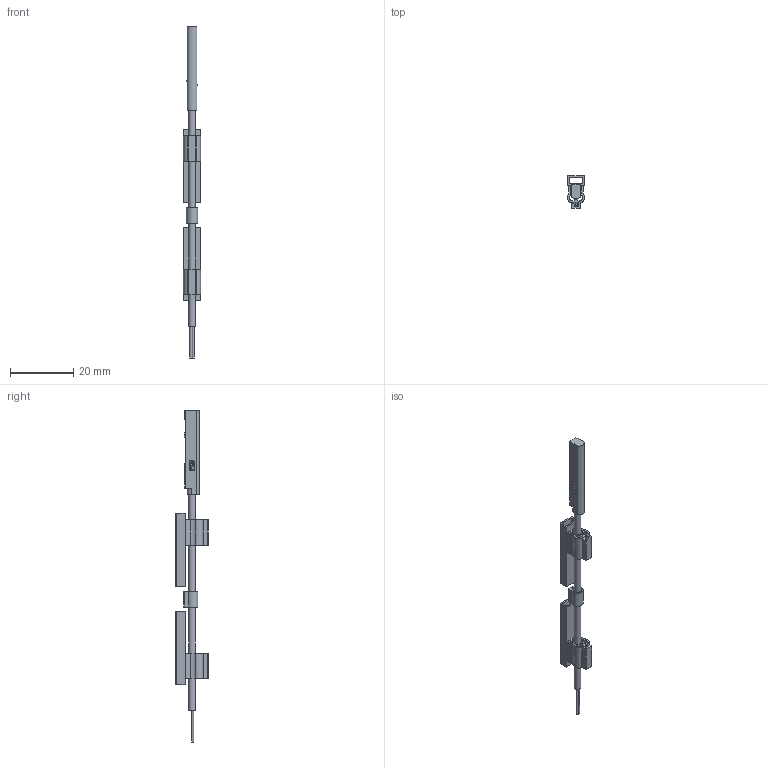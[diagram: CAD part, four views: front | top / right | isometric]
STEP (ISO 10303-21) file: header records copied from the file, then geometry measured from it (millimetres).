
FILE_DESCRIPTION(/* description */ ('STEP AP214'),/* implementation_level */ '2;1');
FILE_NAME(/* name */ '551369_SME-10M-ZS-24V-E-25-L-OE',/* time_stamp */ '2024-09-15T07:41:22+02:00',/* author */ ('License CC BY-ND 4.0'),/* organization */ ('CADENAS'),/* preprocessor_version */ 'ST-DEVELOPER v19.3',/* originating_system */ 'PARTsolutions',/* authorisation */ ' ');
FILE_SCHEMA (('AUTOMOTIVE_DESIGN {1 0 10303 214 3 1 1}'));
Length unit declared in the file: millimetre
Products named in the file (4): 551369 SME-10M-ZS-24V-E-2,5-L-OE; 551369 SME-10M-ZS-L-OE; 1247168 ASCF-M-23-S DM 2.1-3.4; 534255 SMBK-10
Assembly tree (4 placements, depth 2):
  551369 SME-10M-ZS-24V-E-2,5-L-OE
    551369 SME-10M-ZS-L-OE
    1247168 ASCF-M-23-S DM 2.1-3.4  x2
    534255 SMBK-10
Bounding box: 5.4 x 10.3 x 104.6 mm (x, y, z)
Volume: 1194 mm3; surface area: 3310.7 mm2
Topology: 4 solids, 4 shells, 263 faces, 699 edges, 463 vertices
Faces by surface type: plane 171, cylinder 87, cone 5
Full cylindrical faces by diameter (mm): 0.6 x2, 1.43 x1, 1.8 x1, 2.15 x1
Entity records: 6584 total; most frequent: CARTESIAN_POINT 1030, DIRECTION 1012, ORIENTED_EDGE 972, EDGE_CURVE 486, AXIS2_PLACEMENT_3D 338, LINE 336, VECTOR 336, VERTEX_POINT 326
